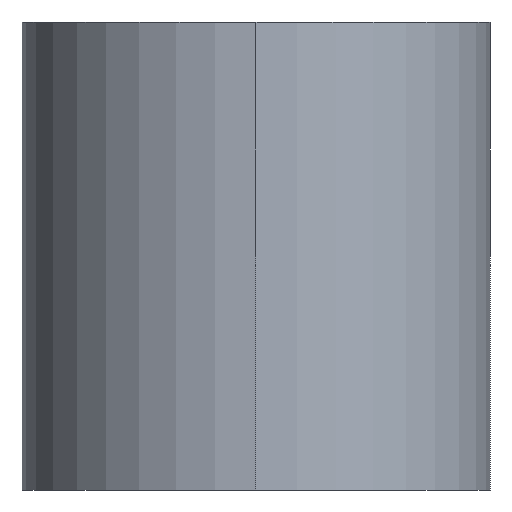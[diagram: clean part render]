
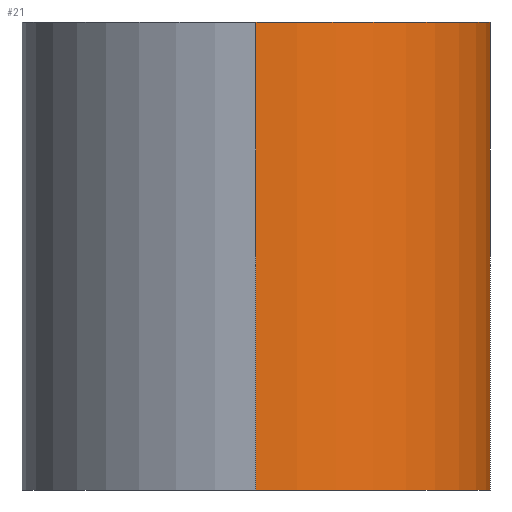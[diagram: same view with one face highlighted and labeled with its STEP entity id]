
A CAD part, left-side view. The second image highlights one B-rep face of the part: STEP entity #21.
In plain terms, the highlighted cylindrical face has radius 20 mm (diameter 40 mm), a partial arc.
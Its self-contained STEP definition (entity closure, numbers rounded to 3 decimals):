
#14 = EDGE_CURVE ( 'NONE', #117, #50, #126, .T. ) ;
#16 = EDGE_LOOP ( 'NONE', ( #301, #67, #152, #368 ) ) ;
#21 = ADVANCED_FACE ( 'NONE', ( #407 ), #350, .T. ) ;
#30 = CARTESIAN_POINT ( 'NONE',  ( -20., 0., 20. ) ) ;
#50 = VERTEX_POINT ( 'NONE', #319 ) ;
#60 = CARTESIAN_POINT ( 'NONE',  ( -20., 0., 20. ) ) ;
#67 = ORIENTED_EDGE ( 'NONE', *, *, #14, .T. ) ;
#68 = EDGE_CURVE ( 'NONE', #117, #98, #329, .T. ) ;
#69 = VECTOR ( 'NONE', #413, 1000. ) ;
#84 = DIRECTION ( 'NONE',  ( 0., 0., -1. ) ) ;
#98 = VERTEX_POINT ( 'NONE', #309 ) ;
#105 = EDGE_CURVE ( 'NONE', #98, #196, #355, .T. ) ;
#117 = VERTEX_POINT ( 'NONE', #60 ) ;
#126 = LINE ( 'NONE', #30, #210 ) ;
#145 = DIRECTION ( 'NONE',  ( 1., 0., 0. ) ) ;
#152 = ORIENTED_EDGE ( 'NONE', *, *, #336, .T. ) ;
#161 = CARTESIAN_POINT ( 'NONE',  ( 0., 0., 20. ) ) ;
#164 = CARTESIAN_POINT ( 'NONE',  ( 0., -20., -20. ) ) ;
#165 = AXIS2_PLACEMENT_3D ( 'NONE', #287, #224, #359 ) ;
#196 = VERTEX_POINT ( 'NONE', #164 ) ;
#210 = VECTOR ( 'NONE', #273, 1000. ) ;
#224 = DIRECTION ( 'NONE',  ( 0., 0., 1. ) ) ;
#273 = DIRECTION ( 'NONE',  ( 0., 0., -1. ) ) ;
#276 = DIRECTION ( 'NONE',  ( 0., 0., 1. ) ) ;
#287 = CARTESIAN_POINT ( 'NONE',  ( 0., 0., -20. ) ) ;
#292 = CIRCLE ( 'NONE', #165, 20. ) ;
#297 = AXIS2_PLACEMENT_3D ( 'NONE', #161, #84, #374 ) ;
#301 = ORIENTED_EDGE ( 'NONE', *, *, #68, .F. ) ;
#309 = CARTESIAN_POINT ( 'NONE',  ( 0., -20., 20. ) ) ;
#319 = CARTESIAN_POINT ( 'NONE',  ( -20., 0., -20. ) ) ;
#329 = CIRCLE ( 'NONE', #341, 20. ) ;
#336 = EDGE_CURVE ( 'NONE', #50, #196, #292, .T. ) ;
#341 = AXIS2_PLACEMENT_3D ( 'NONE', #422, #276, #145 ) ;
#350 = CYLINDRICAL_SURFACE ( 'NONE', #297, 20. ) ;
#355 = LINE ( 'NONE', #386, #69 ) ;
#359 = DIRECTION ( 'NONE',  ( 1., 0., 0. ) ) ;
#368 = ORIENTED_EDGE ( 'NONE', *, *, #105, .F. ) ;
#374 = DIRECTION ( 'NONE',  ( -1., 0., 0. ) ) ;
#386 = CARTESIAN_POINT ( 'NONE',  ( 0., -20., 20. ) ) ;
#407 = FACE_OUTER_BOUND ( 'NONE', #16, .T. ) ;
#413 = DIRECTION ( 'NONE',  ( 0., 0., -1. ) ) ;
#422 = CARTESIAN_POINT ( 'NONE',  ( 0., 0., 20. ) ) ;
